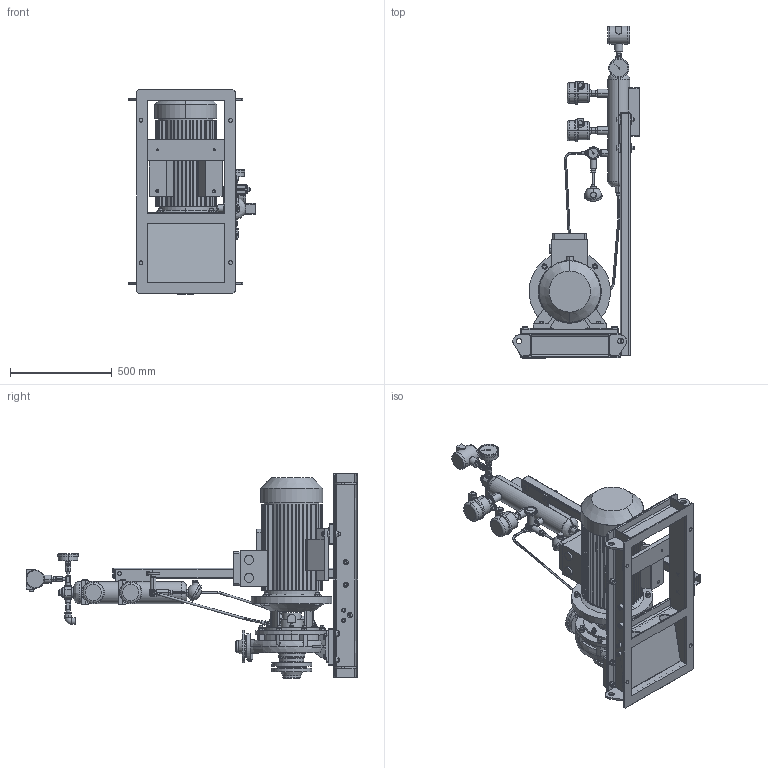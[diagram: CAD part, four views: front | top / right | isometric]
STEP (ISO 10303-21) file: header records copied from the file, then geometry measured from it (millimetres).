
FILE_DESCRIPTION (( 'STEP AP203' ), '1' );
FILE_NAME ('221-213-55Ò-ÐÑ2-16-02.step', '2023-07-26T14:23:59', ( 'adb' ), ( '' ), 'SwSTEP 2.0', 'SolidWorks 2016', '' );
FILE_SCHEMA (( 'CONFIG_CONTROL_DESIGN' ));
Products named in the file (1): 221-213-55Ò-ÐÑ2-16-02
Bounding box: 620.8 x 1630.5 x 1005 mm (x, y, z)
Volume: 71049043.8 mm3; surface area: 6435849 mm2
Topology: 32 solids, 55 shells, 3365 faces, 8467 edges, 5454 vertices
Faces by surface type: plane 1734, cylinder 1211, cone 302, torus 65, bspline 43, sphere 10
Entity records: 117157 total; most frequent: CARTESIAN_POINT 35567, DIRECTION 17177, ORIENTED_EDGE 16902, EDGE_CURVE 8451, AXIS2_PLACEMENT_3D 6487, VERTEX_POINT 5448, VECTOR 4203, LINE 4203
